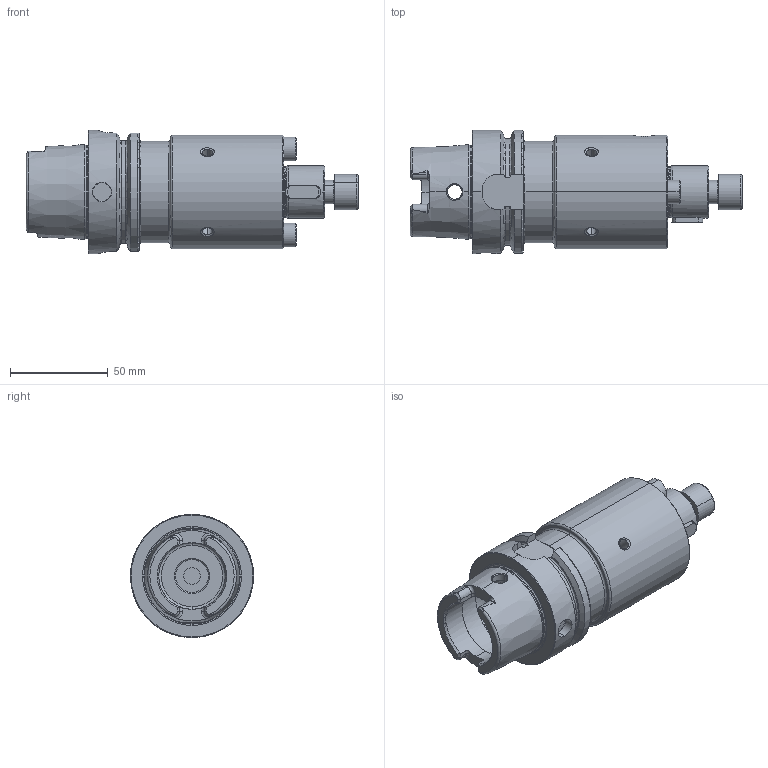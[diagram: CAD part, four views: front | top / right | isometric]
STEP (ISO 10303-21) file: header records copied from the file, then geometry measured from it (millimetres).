
FILE_DESCRIPTION (( 'STEP AP214' ), '1' );
FILE_NAME ('HA6.D27.K01.100.STEP', '2022-03-07T12:15:31', ( '' ), ( '' ), 'SwSTEP 2.0', 'SolidWorks 2017', '' );
FILE_SCHEMA (( 'AUTOMOTIVE_DESIGN' ));
Length unit declared in the file: millimetre
Products named in the file (5): D27-ER2.001.021_B; HA6-D27.K01.100_D_Fertigbearbeitung; D27-ER3.001.016_A; D27-ER1.002.030_A; HA6.D27.K01.100
Assembly tree (5 placements, depth 2):
  HA6.D27.K01.100
    HA6-D27.K01.100_D_Fertigbearbeitung
    D27-ER1.002.030_A
    D27-ER2.001.021_B  x2
    D27-ER3.001.016_A
Bounding box: 169.9 x 63 x 63 mm (x, y, z)
Volume: 276495.6 mm3; surface area: 49740 mm2
Topology: 5 solids, 5 shells, 390 faces, 958 edges, 577 vertices
Faces by surface type: cylinder 119, plane 97, cone 94, torus 66, bspline 12, sphere 2
Entity records: 14014 total; most frequent: CARTESIAN_POINT 4390, ORIENTED_EDGE 1700, DIRECTION 1665, EDGE_CURVE 850, AXIS2_PLACEMENT_3D 680, VERTEX_POINT 526, EDGE_LOOP 382, FACE_OUTER_BOUND 350
